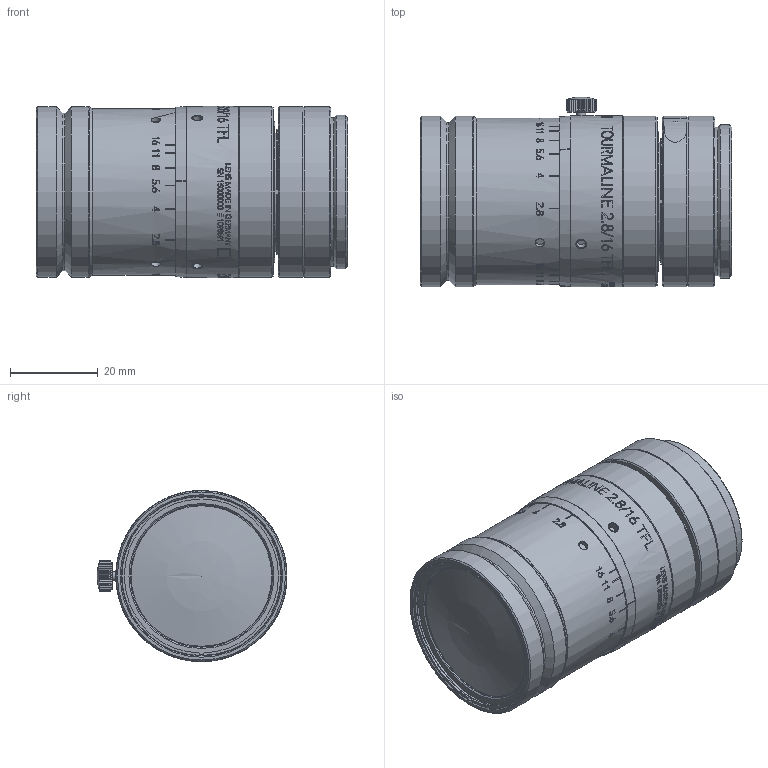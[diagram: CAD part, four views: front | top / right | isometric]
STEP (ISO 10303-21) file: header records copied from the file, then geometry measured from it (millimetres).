
FILE_DESCRIPTION(/* description */ (''),/* implementation_level */ '2;1');
FILE_NAME(/* name */ '1098691_00156368_002.stp',/* time_stamp */ '2021-10-01T13:10:57+02:00',/* author */ (''),/* organization */ (''),/* preprocessor_version */ 'ST-DEVELOPER v16',/* originating_system */ 'SIEMENS PLM Software NX 10.0',/* authorisation */ '');
FILE_SCHEMA (('AP203_CONFIGURATION_CONTROLLED_3D_DESIGN_OF_MECHANICAL_PARTS_AND_ASSEMBLIES_MIM_LF { 1 0 10303 403 2 1 2}'));
Length unit declared in the file: millimetre
Products named in the file (1): Froe06749266ag59
Bounding box: 71.07 x 43.4 x 39.1 mm (x, y, z)
Volume: 77176.1 mm3; surface area: 17388.8 mm2
Topology: 1 solids, 4 shells, 514 faces, 1735 edges, 1414 vertices
Faces by surface type: cylinder 258, plane 211, cone 38, torus 4, revolution 2, sphere 1
Full cylindrical faces by diameter (mm): 1.7 x2, 2 x1, 2.05 x3, 2.135 x3, 25.2 x1, 26.5 x1, 27 x1, 32 x1, 32.5 x1, 34 x1, 35 x1, 36 x5, 37 x1, 37.1 x1, 38 x1, 38.1 x1, 39 x5, 39.1 x1
Entity records: 22766 total; most frequent: CARTESIAN_POINT 9190, ORIENTED_EDGE 3284, DIRECTION 1878, EDGE_CURVE 1647, VERTEX_POINT 1389, B_SPLINE_CURVE_WITH_KNOTS 1024, AXIS2_PLACEMENT_3D 777, EDGE_LOOP 766
